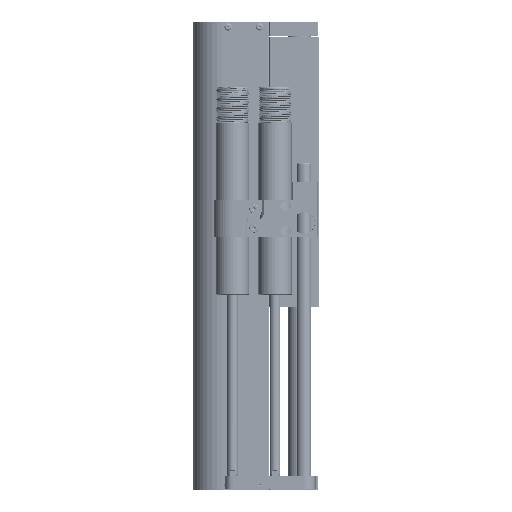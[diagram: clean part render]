
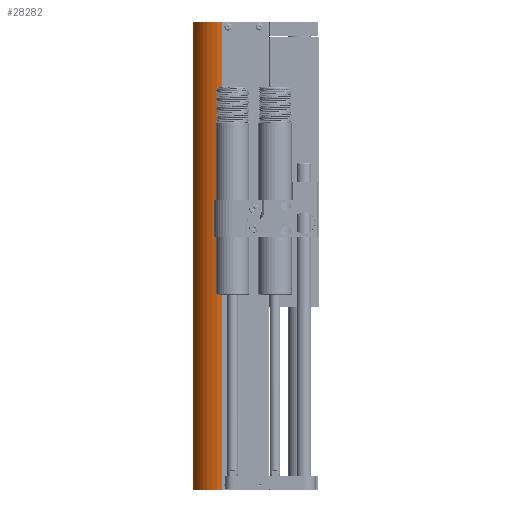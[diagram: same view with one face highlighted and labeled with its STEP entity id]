
A CAD part, left-side view. The second image highlights one B-rep face of the part: STEP entity #28282.
In plain terms, the highlighted cylindrical face has radius 32 mm (diameter 64 mm), a partial arc.
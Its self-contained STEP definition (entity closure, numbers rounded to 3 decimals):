
#4430 = CARTESIAN_POINT ( 'NONE',  ( 32., 0., 0. ) ) ;
#5686 = DIRECTION ( 'NONE',  ( 1., 0., 0. ) ) ;
#7529 = CARTESIAN_POINT ( 'NONE',  ( 0., 0., 517. ) ) ;
#12383 = CARTESIAN_POINT ( 'NONE',  ( 32., 0., 517. ) ) ;
#15642 = CIRCLE ( 'NONE', #161006, 32. ) ;
#17281 = DIRECTION ( 'NONE',  ( -1., 0., 0. ) ) ;
#23275 = ORIENTED_EDGE ( 'NONE', *, *, #103362, .F. ) ;
#23668 = DIRECTION ( 'NONE',  ( 0., 0., -1. ) ) ;
#26663 = ORIENTED_EDGE ( 'NONE', *, *, #120366, .T. ) ;
#28282 = ADVANCED_FACE ( 'NONE', ( #89295 ), #143831, .T. ) ;
#37391 = CARTESIAN_POINT ( 'NONE',  ( -32., 0., 517. ) ) ;
#38028 = VERTEX_POINT ( 'NONE', #172684 ) ;
#46321 = AXIS2_PLACEMENT_3D ( 'NONE', #7529, #103242, #5686 ) ;
#53229 = DIRECTION ( 'NONE',  ( 0., 0., 1. ) ) ;
#57667 = EDGE_CURVE ( 'NONE', #85411, #38028, #66535, .T. ) ;
#59935 = LINE ( 'NONE', #90024, #109295 ) ;
#62720 = DIRECTION ( 'NONE',  ( 0., 0., -1. ) ) ;
#66535 = LINE ( 'NONE', #37391, #127306 ) ;
#80689 = ORIENTED_EDGE ( 'NONE', *, *, #57667, .F. ) ;
#83970 = EDGE_LOOP ( 'NONE', ( #26663, #80689, #23275, #113347 ) ) ;
#85411 = VERTEX_POINT ( 'NONE', #155539 ) ;
#89295 = FACE_OUTER_BOUND ( 'NONE', #83970, .T. ) ;
#90024 = CARTESIAN_POINT ( 'NONE',  ( 32., 0., 517. ) ) ;
#92493 = CARTESIAN_POINT ( 'NONE',  ( 0., 0., 0. ) ) ;
#92702 = CIRCLE ( 'NONE', #46321, 32. ) ;
#103242 = DIRECTION ( 'NONE',  ( 0., 0., 1. ) ) ;
#103362 = EDGE_CURVE ( 'NONE', #105863, #85411, #92702, .T. ) ;
#105863 = VERTEX_POINT ( 'NONE', #12383 ) ;
#109295 = VECTOR ( 'NONE', #62720, 1000. ) ;
#113347 = ORIENTED_EDGE ( 'NONE', *, *, #121578, .T. ) ;
#114759 = CARTESIAN_POINT ( 'NONE',  ( 0., 0., 517. ) ) ;
#120366 = EDGE_CURVE ( 'NONE', #179196, #38028, #15642, .T. ) ;
#121578 = EDGE_CURVE ( 'NONE', #105863, #179196, #59935, .T. ) ;
#127306 = VECTOR ( 'NONE', #23668, 1000. ) ;
#143831 = CYLINDRICAL_SURFACE ( 'NONE', #146730, 32. ) ;
#146730 = AXIS2_PLACEMENT_3D ( 'NONE', #114759, #170250, #17281 ) ;
#148757 = DIRECTION ( 'NONE',  ( 1., 0., 0. ) ) ;
#155539 = CARTESIAN_POINT ( 'NONE',  ( -32., 0., 517. ) ) ;
#161006 = AXIS2_PLACEMENT_3D ( 'NONE', #92493, #53229, #148757 ) ;
#170250 = DIRECTION ( 'NONE',  ( 0., 0., -1. ) ) ;
#172684 = CARTESIAN_POINT ( 'NONE',  ( -32., 0., 0. ) ) ;
#179196 = VERTEX_POINT ( 'NONE', #4430 ) ;
